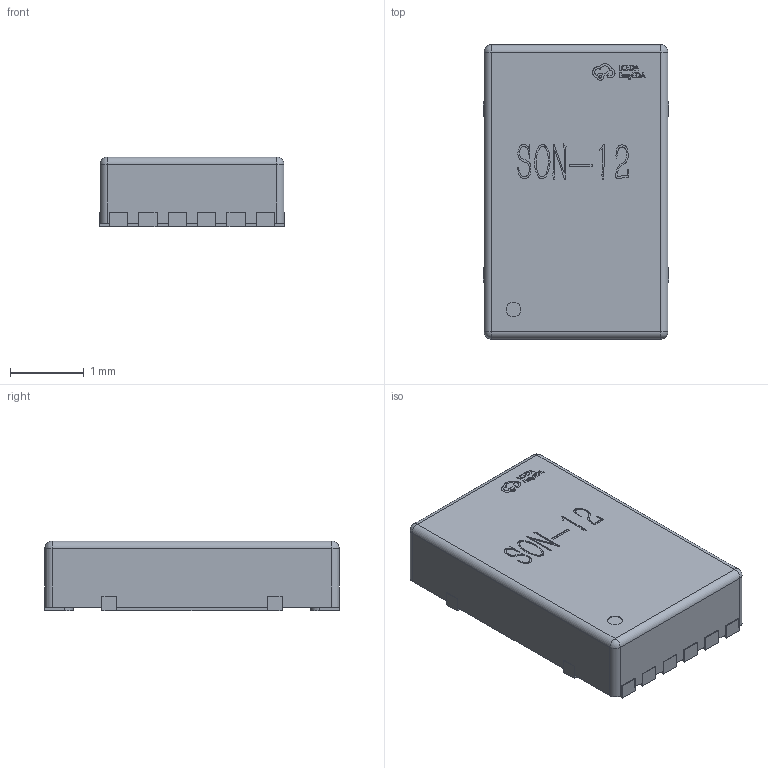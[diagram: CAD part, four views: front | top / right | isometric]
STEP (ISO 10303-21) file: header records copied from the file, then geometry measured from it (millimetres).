
FILE_DESCRIPTION (( 'STEP AP214' ), '1' );
FILE_NAME ('SON-12_L4.0-W2.5-H1-P0.40-BL-EP.step', '2022-07-26T09:24:19', ( '' ), ( '' ), 'SwSTEP 2.0', 'SolidWorks 2020', '' );
FILE_SCHEMA (( 'AUTOMOTIVE_DESIGN' ));
Length unit declared in the file: millimetre
Products named in the file (1): SON-12_L4.0-W2.5-H1-P0.40-BL-EP
Bounding box: 2.52 x 4.02 x 0.95 mm (x, y, z)
Volume: 9.2 mm3; surface area: 32.7 mm2
Topology: 14 solids, 14 shells, 557 faces, 1534 edges, 1016 vertices
Faces by surface type: plane 345, bspline 186, cylinder 22, sphere 4
Entity records: 28278 total; most frequent: CARTESIAN_POINT 9058, ORIENTED_EDGE 3060, DIRECTION 1942, EDGE_CURVE 1530, VECTOR 1110, LINE 1110, VERTEX_POINT 1016, EDGE_LOOP 584
